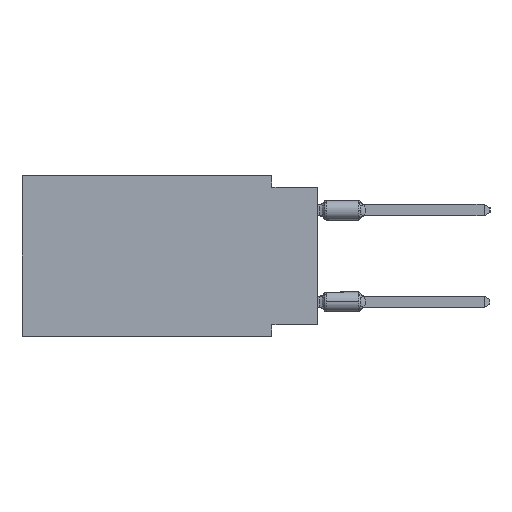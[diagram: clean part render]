
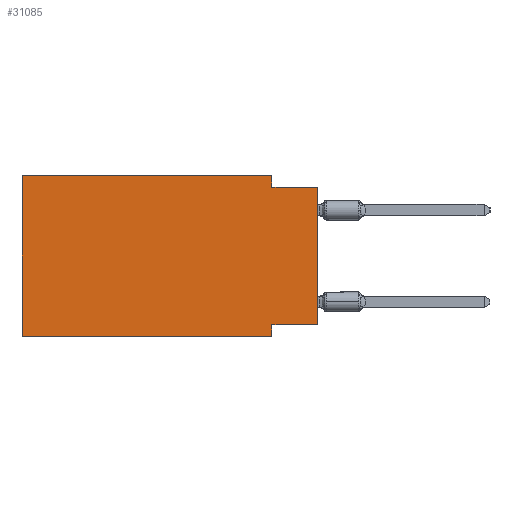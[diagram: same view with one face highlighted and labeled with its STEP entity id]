
A CAD part, left-side view. The second image highlights one B-rep face of the part: STEP entity #31085.
In plain terms, the highlighted planar face has unit normal (-1, 0, 0).
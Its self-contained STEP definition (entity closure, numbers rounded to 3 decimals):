
#778 = CARTESIAN_POINT ( 'NONE',  ( 0., 16.383, 0. ) ) ;
#1273 = ORIENTED_EDGE ( 'NONE', *, *, #8453, .F. ) ;
#1451 = ORIENTED_EDGE ( 'NONE', *, *, #27674, .T. ) ;
#1633 = LINE ( 'NONE', #40517, #17601 ) ;
#2052 = LINE ( 'NONE', #6102, #4599 ) ;
#2293 = VECTOR ( 'NONE', #43859, 1000. ) ;
#3958 = ORIENTED_EDGE ( 'NONE', *, *, #15707, .F. ) ;
#4054 = VERTEX_POINT ( 'NONE', #44477 ) ;
#4599 = VECTOR ( 'NONE', #40192, 1000. ) ;
#5402 = CARTESIAN_POINT ( 'NONE',  ( 0., 2.54, -8.89 ) ) ;
#5781 = LINE ( 'NONE', #24988, #14969 ) ;
#5814 = CARTESIAN_POINT ( 'NONE',  ( 0., 2.54, -8.255 ) ) ;
#6102 = CARTESIAN_POINT ( 'NONE',  ( 0., 16.383, 0. ) ) ;
#7528 = LINE ( 'NONE', #41885, #22200 ) ;
#8157 = VERTEX_POINT ( 'NONE', #46709 ) ;
#8453 = EDGE_CURVE ( 'NONE', #22143, #45482, #7528, .T. ) ;
#9699 = LINE ( 'NONE', #5402, #41695 ) ;
#9869 = FACE_OUTER_BOUND ( 'NONE', #38573, .T. ) ;
#10464 = VECTOR ( 'NONE', #19238, 1000. ) ;
#12261 = CARTESIAN_POINT ( 'NONE',  ( 0., 0., -8.255 ) ) ;
#12878 = EDGE_CURVE ( 'NONE', #44530, #29683, #1633, .T. ) ;
#13305 = CARTESIAN_POINT ( 'NONE',  ( 0., 0., -0.635 ) ) ;
#14164 = VERTEX_POINT ( 'NONE', #43893 ) ;
#14969 = VECTOR ( 'NONE', #47974, 1000. ) ;
#15707 = EDGE_CURVE ( 'NONE', #14164, #22143, #24019, .T. ) ;
#17601 = VECTOR ( 'NONE', #21073, 1000. ) ;
#17955 = PLANE ( 'NONE',  #43867 ) ;
#18648 = DIRECTION ( 'NONE',  ( 0., 0., -1. ) ) ;
#19211 = CARTESIAN_POINT ( 'NONE',  ( 0., 2.54, -8.89 ) ) ;
#19238 = DIRECTION ( 'NONE',  ( 0., -1., 0. ) ) ;
#19862 = CARTESIAN_POINT ( 'NONE',  ( 0., 16.383, -8.89 ) ) ;
#21073 = DIRECTION ( 'NONE',  ( 0., -1., 0. ) ) ;
#21184 = EDGE_CURVE ( 'NONE', #8157, #44940, #36016, .T. ) ;
#22143 = VERTEX_POINT ( 'NONE', #33702 ) ;
#22200 = VECTOR ( 'NONE', #18648, 1000. ) ;
#24019 = LINE ( 'NONE', #778, #10464 ) ;
#24988 = CARTESIAN_POINT ( 'NONE',  ( 0., 0., 0. ) ) ;
#25982 = EDGE_CURVE ( 'NONE', #45482, #4054, #47909, .T. ) ;
#27674 = EDGE_CURVE ( 'NONE', #8157, #4054, #5781, .T. ) ;
#28999 = EDGE_CURVE ( 'NONE', #44940, #29683, #9699, .T. ) ;
#29328 = CARTESIAN_POINT ( 'NONE',  ( 0., 16.383, 0. ) ) ;
#29509 = EDGE_CURVE ( 'NONE', #44530, #14164, #2052, .T. ) ;
#29585 = DIRECTION ( 'NONE',  ( 1., 0., 0. ) ) ;
#29683 = VERTEX_POINT ( 'NONE', #19211 ) ;
#31085 = ADVANCED_FACE ( 'NONE', ( #9869 ), #17955, .F. ) ;
#33702 = CARTESIAN_POINT ( 'NONE',  ( 0., 2.54, 0. ) ) ;
#33800 = CARTESIAN_POINT ( 'NONE',  ( 0., 2.54, -0.635 ) ) ;
#36016 = LINE ( 'NONE', #12261, #37621 ) ;
#37621 = VECTOR ( 'NONE', #47619, 1000. ) ;
#37960 = ORIENTED_EDGE ( 'NONE', *, *, #12878, .T. ) ;
#38573 = EDGE_LOOP ( 'NONE', ( #1451, #41175, #1273, #3958, #39462, #37960, #48624, #38754 ) ) ;
#38754 = ORIENTED_EDGE ( 'NONE', *, *, #21184, .F. ) ;
#39462 = ORIENTED_EDGE ( 'NONE', *, *, #29509, .F. ) ;
#40009 = DIRECTION ( 'NONE',  ( 0., 0., -1. ) ) ;
#40192 = DIRECTION ( 'NONE',  ( 0., 0., 1. ) ) ;
#40517 = CARTESIAN_POINT ( 'NONE',  ( 0., 16.383, -8.89 ) ) ;
#41175 = ORIENTED_EDGE ( 'NONE', *, *, #25982, .F. ) ;
#41695 = VECTOR ( 'NONE', #40009, 1000. ) ;
#41885 = CARTESIAN_POINT ( 'NONE',  ( 0., 2.54, 0. ) ) ;
#43859 = DIRECTION ( 'NONE',  ( 0., -1., 0. ) ) ;
#43867 = AXIS2_PLACEMENT_3D ( 'NONE', #29328, #29585, #48022 ) ;
#43893 = CARTESIAN_POINT ( 'NONE',  ( 0., 16.383, 0. ) ) ;
#44477 = CARTESIAN_POINT ( 'NONE',  ( 0., 0., -0.635 ) ) ;
#44530 = VERTEX_POINT ( 'NONE', #19862 ) ;
#44940 = VERTEX_POINT ( 'NONE', #5814 ) ;
#45482 = VERTEX_POINT ( 'NONE', #33800 ) ;
#46709 = CARTESIAN_POINT ( 'NONE',  ( 0., 0., -8.255 ) ) ;
#47619 = DIRECTION ( 'NONE',  ( 0., 1., 0. ) ) ;
#47909 = LINE ( 'NONE', #13305, #2293 ) ;
#47974 = DIRECTION ( 'NONE',  ( 0., 0., 1. ) ) ;
#48022 = DIRECTION ( 'NONE',  ( 0., 0., -1. ) ) ;
#48624 = ORIENTED_EDGE ( 'NONE', *, *, #28999, .F. ) ;
